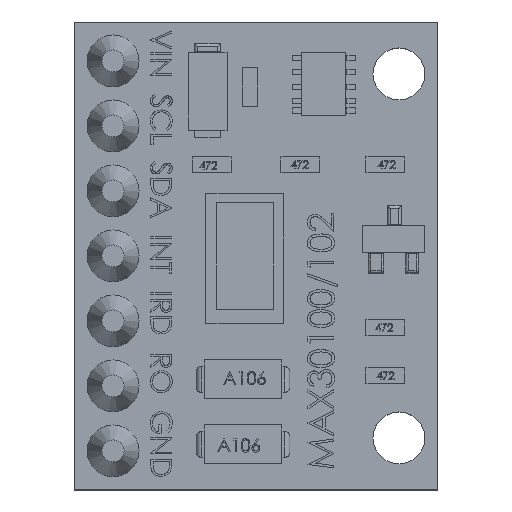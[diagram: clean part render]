
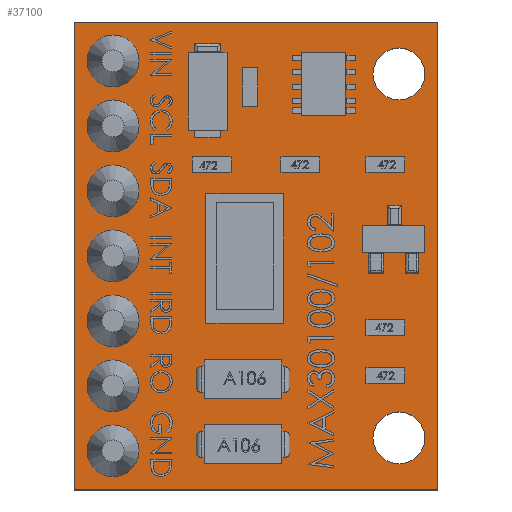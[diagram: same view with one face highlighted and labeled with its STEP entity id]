
A CAD part, top view. The second image highlights one B-rep face of the part: STEP entity #37100.
In plain terms, the highlighted planar face has unit normal (0, 0, 1).
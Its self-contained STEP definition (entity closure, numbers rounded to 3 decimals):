
#36881=CARTESIAN_POINT('',(0.,0.,1.));
#36882=VERTEX_POINT('',#36881);
#36889=CARTESIAN_POINT('',(-0.,18.,1.));
#36890=VERTEX_POINT('',#36889);
#36891=CARTESIAN_POINT('',(-0.,18.,1.));
#36892=DIRECTION('',(0.,-1.,0.));
#36893=VECTOR('',#36892,18.);
#36894=LINE('',#36891,#36893);
#36895=EDGE_CURVE('',#36890,#36882,#36894,.T.);
#36919=CARTESIAN_POINT('',(14.,0.,1.));
#36920=VERTEX_POINT('',#36919);
#36927=CARTESIAN_POINT('',(0.,0.,1.));
#36928=DIRECTION('',(1.,0.,-0.));
#36929=VECTOR('',#36928,14.);
#36930=LINE('',#36927,#36929);
#36931=EDGE_CURVE('',#36882,#36920,#36930,.T.);
#36950=CARTESIAN_POINT('',(14.,18.,1.));
#36951=VERTEX_POINT('',#36950);
#36958=CARTESIAN_POINT('',(14.,0.,1.));
#36959=DIRECTION('',(-0.,1.,0.));
#36960=VECTOR('',#36959,18.);
#36961=LINE('',#36958,#36960);
#36962=EDGE_CURVE('',#36920,#36951,#36961,.T.);
#36980=CARTESIAN_POINT('',(14.,18.,1.));
#36981=DIRECTION('',(-1.,0.,0.));
#36982=VECTOR('',#36981,14.);
#36983=LINE('',#36980,#36982);
#36984=EDGE_CURVE('',#36951,#36890,#36983,.T.);
#36990=CARTESIAN_POINT('',(0.,0.,1.));
#36991=DIRECTION('',(0.,0.,-1.));
#36992=DIRECTION('',(-1.,0.,0.));
#36993=AXIS2_PLACEMENT_3D('',#36990,#36991,#36992);
#36994=PLANE('',#36993);
#36995=CARTESIAN_POINT('',(2.5,1.5,1.));
#36996=VERTEX_POINT('',#36995);
#36997=CARTESIAN_POINT('',(1.5,1.5,1.));
#36998=DIRECTION('',(0.,0.,1.));
#36999=DIRECTION('',(1.,0.,-0.));
#37000=AXIS2_PLACEMENT_3D('',#36997,#36998,#36999);
#37001=CIRCLE('',#37000,1.);
#37002=EDGE_CURVE('',#36996,#36996,#37001,.T.);
#37003=ORIENTED_EDGE('',*,*,#37002,.F.);
#37004=EDGE_LOOP('',(#37003));
#37005=FACE_BOUND('',#37004,.T.);
#37006=CARTESIAN_POINT('',(2.5,4.,1.));
#37007=VERTEX_POINT('',#37006);
#37008=CARTESIAN_POINT('',(1.5,4.,1.));
#37009=DIRECTION('',(0.,0.,1.));
#37010=DIRECTION('',(1.,0.,-0.));
#37011=AXIS2_PLACEMENT_3D('',#37008,#37009,#37010);
#37012=CIRCLE('',#37011,1.);
#37013=EDGE_CURVE('',#37007,#37007,#37012,.T.);
#37014=ORIENTED_EDGE('',*,*,#37013,.F.);
#37015=EDGE_LOOP('',(#37014));
#37016=FACE_BOUND('',#37015,.T.);
#37017=CARTESIAN_POINT('',(2.5,6.5,1.));
#37018=VERTEX_POINT('',#37017);
#37019=CARTESIAN_POINT('',(1.5,6.5,1.));
#37020=DIRECTION('',(0.,0.,1.));
#37021=DIRECTION('',(1.,0.,-0.));
#37022=AXIS2_PLACEMENT_3D('',#37019,#37020,#37021);
#37023=CIRCLE('',#37022,1.);
#37024=EDGE_CURVE('',#37018,#37018,#37023,.T.);
#37025=ORIENTED_EDGE('',*,*,#37024,.F.);
#37026=EDGE_LOOP('',(#37025));
#37027=FACE_BOUND('',#37026,.T.);
#37028=CARTESIAN_POINT('',(2.5,9.,1.));
#37029=VERTEX_POINT('',#37028);
#37030=CARTESIAN_POINT('',(1.5,9.,1.));
#37031=DIRECTION('',(0.,0.,1.));
#37032=DIRECTION('',(1.,0.,-0.));
#37033=AXIS2_PLACEMENT_3D('',#37030,#37031,#37032);
#37034=CIRCLE('',#37033,1.);
#37035=EDGE_CURVE('',#37029,#37029,#37034,.T.);
#37036=ORIENTED_EDGE('',*,*,#37035,.F.);
#37037=EDGE_LOOP('',(#37036));
#37038=FACE_BOUND('',#37037,.T.);
#37039=CARTESIAN_POINT('',(2.5,11.5,1.));
#37040=VERTEX_POINT('',#37039);
#37041=CARTESIAN_POINT('',(1.5,11.5,1.));
#37042=DIRECTION('',(0.,0.,1.));
#37043=DIRECTION('',(1.,0.,-0.));
#37044=AXIS2_PLACEMENT_3D('',#37041,#37042,#37043);
#37045=CIRCLE('',#37044,1.);
#37046=EDGE_CURVE('',#37040,#37040,#37045,.T.);
#37047=ORIENTED_EDGE('',*,*,#37046,.F.);
#37048=EDGE_LOOP('',(#37047));
#37049=FACE_BOUND('',#37048,.T.);
#37050=CARTESIAN_POINT('',(2.5,14.,1.));
#37051=VERTEX_POINT('',#37050);
#37052=CARTESIAN_POINT('',(1.5,14.,1.));
#37053=DIRECTION('',(0.,0.,1.));
#37054=DIRECTION('',(1.,0.,-0.));
#37055=AXIS2_PLACEMENT_3D('',#37052,#37053,#37054);
#37056=CIRCLE('',#37055,1.);
#37057=EDGE_CURVE('',#37051,#37051,#37056,.T.);
#37058=ORIENTED_EDGE('',*,*,#37057,.F.);
#37059=EDGE_LOOP('',(#37058));
#37060=FACE_BOUND('',#37059,.T.);
#37061=CARTESIAN_POINT('',(2.5,16.5,1.));
#37062=VERTEX_POINT('',#37061);
#37063=CARTESIAN_POINT('',(1.5,16.5,1.));
#37064=DIRECTION('',(0.,0.,1.));
#37065=DIRECTION('',(1.,0.,-0.));
#37066=AXIS2_PLACEMENT_3D('',#37063,#37064,#37065);
#37067=CIRCLE('',#37066,1.);
#37068=EDGE_CURVE('',#37062,#37062,#37067,.T.);
#37069=ORIENTED_EDGE('',*,*,#37068,.F.);
#37070=EDGE_LOOP('',(#37069));
#37071=FACE_BOUND('',#37070,.T.);
#37072=CARTESIAN_POINT('',(13.5,2.,1.));
#37073=VERTEX_POINT('',#37072);
#37074=CARTESIAN_POINT('',(12.5,2.,1.));
#37075=DIRECTION('',(0.,0.,1.));
#37076=DIRECTION('',(1.,0.,-0.));
#37077=AXIS2_PLACEMENT_3D('',#37074,#37075,#37076);
#37078=CIRCLE('',#37077,1.);
#37079=EDGE_CURVE('',#37073,#37073,#37078,.T.);
#37080=ORIENTED_EDGE('',*,*,#37079,.F.);
#37081=EDGE_LOOP('',(#37080));
#37082=FACE_BOUND('',#37081,.T.);
#37083=CARTESIAN_POINT('',(13.5,16.,1.));
#37084=VERTEX_POINT('',#37083);
#37085=CARTESIAN_POINT('',(12.5,16.,1.));
#37086=DIRECTION('',(0.,0.,1.));
#37087=DIRECTION('',(1.,0.,-0.));
#37088=AXIS2_PLACEMENT_3D('',#37085,#37086,#37087);
#37089=CIRCLE('',#37088,1.);
#37090=EDGE_CURVE('',#37084,#37084,#37089,.T.);
#37091=ORIENTED_EDGE('',*,*,#37090,.F.);
#37092=EDGE_LOOP('',(#37091));
#37093=FACE_BOUND('',#37092,.T.);
#37094=ORIENTED_EDGE('',*,*,#36895,.T.);
#37095=ORIENTED_EDGE('',*,*,#36931,.T.);
#37096=ORIENTED_EDGE('',*,*,#36962,.T.);
#37097=ORIENTED_EDGE('',*,*,#36984,.T.);
#37098=EDGE_LOOP('',(#37094,#37095,#37096,#37097));
#37099=FACE_BOUND('',#37098,.T.);
#37100=ADVANCED_FACE('',(#37005,#37016,#37027,#37038,#37049,#37060,#37071,#37082,#37093,#37099),#36994,.F.);
